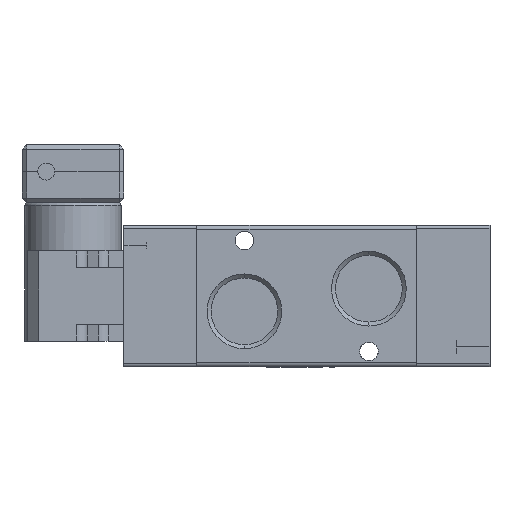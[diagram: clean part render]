
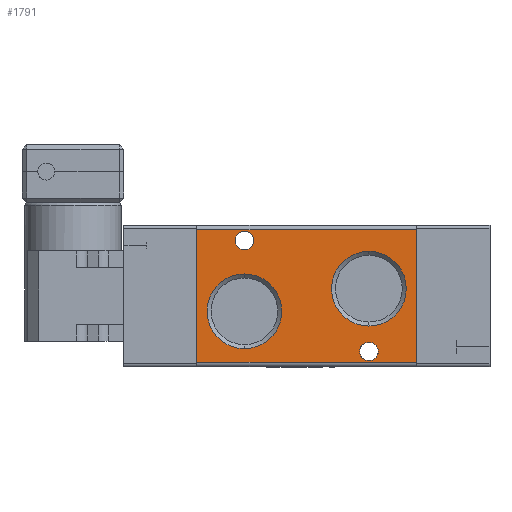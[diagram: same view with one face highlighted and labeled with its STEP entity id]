
A CAD part, front view. The second image highlights one B-rep face of the part: STEP entity #1791.
In plain terms, the highlighted planar face has unit normal (0, -1, 0).
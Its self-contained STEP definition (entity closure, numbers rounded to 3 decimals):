
#92 = VERTEX_POINT ( 'NONE', #3558 ) ;
#153 = AXIS2_PLACEMENT_3D ( 'NONE', #11850, #10025, #9549 ) ;
#184 = AXIS2_PLACEMENT_3D ( 'NONE', #3081, #9189, #11281 ) ;
#527 = FACE_BOUND ( 'NONE', #10236, .T. ) ;
#614 = EDGE_CURVE ( 'NONE', #10054, #9237, #4761, .T. ) ;
#723 = EDGE_CURVE ( 'NONE', #9237, #10054, #11018, .T. ) ;
#869 = DIRECTION ( 'NONE',  ( 0., -1., 0. ) ) ;
#1000 = CARTESIAN_POINT ( 'NONE',  ( 11., 0., 13.8 ) ) ;
#1207 = EDGE_LOOP ( 'NONE', ( #9230, #11008 ) ) ;
#1268 = DIRECTION ( 'NONE',  ( 0., -1., 0. ) ) ;
#1288 = ORIENTED_EDGE ( 'NONE', *, *, #5687, .T. ) ;
#1353 = CARTESIAN_POINT ( 'NONE',  ( -11., 0., 20.65 ) ) ;
#1682 = VERTEX_POINT ( 'NONE', #2728 ) ;
#1789 = CARTESIAN_POINT ( 'NONE',  ( -19.4, 0., 25. ) ) ;
#1791 = ADVANCED_FACE ( 'NONE', ( #527, #4724, #10994, #10007, #13266 ), #8008, .F. ) ;
#1859 = VERTEX_POINT ( 'NONE', #2990 ) ;
#2051 = EDGE_LOOP ( 'NONE', ( #7866, #4314 ) ) ;
#2339 = CARTESIAN_POINT ( 'NONE',  ( 11., 0., 7.196 ) ) ;
#2577 = EDGE_CURVE ( 'NONE', #1859, #10915, #7086, .T. ) ;
#2686 = DIRECTION ( 'NONE',  ( -1., 0., 0. ) ) ;
#2722 = AXIS2_PLACEMENT_3D ( 'NONE', #9543, #10576, #6398 ) ;
#2728 = CARTESIAN_POINT ( 'NONE',  ( 11., 0., 1.05 ) ) ;
#2766 = DIRECTION ( 'NONE',  ( 0., 1., 0. ) ) ;
#2859 = AXIS2_PLACEMENT_3D ( 'NONE', #1789, #2766, #4930 ) ;
#2920 = ORIENTED_EDGE ( 'NONE', *, *, #9921, .F. ) ;
#2967 = ORIENTED_EDGE ( 'NONE', *, *, #2577, .F. ) ;
#2990 = CARTESIAN_POINT ( 'NONE',  ( 19.4, 0., 24.2 ) ) ;
#3072 = DIRECTION ( 'NONE',  ( 0., 0., -1. ) ) ;
#3081 = CARTESIAN_POINT ( 'NONE',  ( -11., 0., 22.3 ) ) ;
#3211 = CARTESIAN_POINT ( 'NONE',  ( -19.4, 0., 0.8 ) ) ;
#3558 = CARTESIAN_POINT ( 'NONE',  ( -11., 0., 3.196 ) ) ;
#4314 = ORIENTED_EDGE ( 'NONE', *, *, #723, .T. ) ;
#4666 = VERTEX_POINT ( 'NONE', #2339 ) ;
#4671 = LINE ( 'NONE', #7757, #9947 ) ;
#4683 = CIRCLE ( 'NONE', #7014, 6.604 ) ;
#4724 = FACE_BOUND ( 'NONE', #8414, .T. ) ;
#4732 = DIRECTION ( 'NONE',  ( 0., 0., 1. ) ) ;
#4738 = EDGE_CURVE ( 'NONE', #1682, #11154, #12623, .T. ) ;
#4761 = CIRCLE ( 'NONE', #5087, 1.65 ) ;
#4930 = DIRECTION ( 'NONE',  ( -1., 0., 0. ) ) ;
#5017 = DIRECTION ( 'NONE',  ( 0., 1., 0. ) ) ;
#5087 = AXIS2_PLACEMENT_3D ( 'NONE', #11189, #5017, #10174 ) ;
#5210 = CARTESIAN_POINT ( 'NONE',  ( 11., 0., 2.7 ) ) ;
#5218 = CARTESIAN_POINT ( 'NONE',  ( -11., 0., 23.95 ) ) ;
#5264 = ORIENTED_EDGE ( 'NONE', *, *, #12710, .F. ) ;
#5298 = DIRECTION ( 'NONE',  ( 0., 1., 0. ) ) ;
#5319 = VERTEX_POINT ( 'NONE', #9392 ) ;
#5513 = DIRECTION ( 'NONE',  ( 0., 1., 0. ) ) ;
#5619 = CARTESIAN_POINT ( 'NONE',  ( 19.4, 0., 0.8 ) ) ;
#5687 = EDGE_CURVE ( 'NONE', #10916, #10915, #12258, .T. ) ;
#6088 = CARTESIAN_POINT ( 'NONE',  ( 11., 0., 4.35 ) ) ;
#6307 = ORIENTED_EDGE ( 'NONE', *, *, #12062, .T. ) ;
#6398 = DIRECTION ( 'NONE',  ( 0., 0., -1. ) ) ;
#6805 = EDGE_CURVE ( 'NONE', #5319, #4666, #4683, .T. ) ;
#7014 = AXIS2_PLACEMENT_3D ( 'NONE', #1000, #869, #7076 ) ;
#7076 = DIRECTION ( 'NONE',  ( 0., 0., -1. ) ) ;
#7085 = DIRECTION ( 'NONE',  ( 0., 0., -1. ) ) ;
#7086 = LINE ( 'NONE', #12974, #8551 ) ;
#7194 = EDGE_CURVE ( 'NONE', #1859, #11350, #4671, .T. ) ;
#7204 = ORIENTED_EDGE ( 'NONE', *, *, #12046, .F. ) ;
#7288 = CARTESIAN_POINT ( 'NONE',  ( -19.4, 0., 24.2 ) ) ;
#7531 = CIRCLE ( 'NONE', #9981, 1.65 ) ;
#7564 = CARTESIAN_POINT ( 'NONE',  ( 11., 0., 2.7 ) ) ;
#7757 = CARTESIAN_POINT ( 'NONE',  ( -19.4, 0., 24.2 ) ) ;
#7786 = AXIS2_PLACEMENT_3D ( 'NONE', #10806, #1268, #12911 ) ;
#7794 = CIRCLE ( 'NONE', #2722, 6.604 ) ;
#7866 = ORIENTED_EDGE ( 'NONE', *, *, #614, .T. ) ;
#8008 = PLANE ( 'NONE',  #2859 ) ;
#8026 = VERTEX_POINT ( 'NONE', #9021 ) ;
#8055 = VECTOR ( 'NONE', #3072, 1000. ) ;
#8210 = LINE ( 'NONE', #8357, #8055 ) ;
#8357 = CARTESIAN_POINT ( 'NONE',  ( -19.4, 0., 25. ) ) ;
#8370 = EDGE_LOOP ( 'NONE', ( #6307, #1288, #2967, #12392 ) ) ;
#8383 = CIRCLE ( 'NONE', #153, 6.604 ) ;
#8414 = EDGE_LOOP ( 'NONE', ( #5264, #10601 ) ) ;
#8551 = VECTOR ( 'NONE', #7085, 1000. ) ;
#8954 = DIRECTION ( 'NONE',  ( 1., 0., 0. ) ) ;
#9021 = CARTESIAN_POINT ( 'NONE',  ( -11., 0., 16.404 ) ) ;
#9189 = DIRECTION ( 'NONE',  ( 0., 1., 0. ) ) ;
#9230 = ORIENTED_EDGE ( 'NONE', *, *, #12895, .T. ) ;
#9237 = VERTEX_POINT ( 'NONE', #1353 ) ;
#9392 = CARTESIAN_POINT ( 'NONE',  ( 11., 0., 20.404 ) ) ;
#9543 = CARTESIAN_POINT ( 'NONE',  ( -11., 0., 9.8 ) ) ;
#9549 = DIRECTION ( 'NONE',  ( 0., 0., -1. ) ) ;
#9921 = EDGE_CURVE ( 'NONE', #92, #8026, #7794, .T. ) ;
#9947 = VECTOR ( 'NONE', #2686, 1000. ) ;
#9978 = VECTOR ( 'NONE', #8954, 1000. ) ;
#9981 = AXIS2_PLACEMENT_3D ( 'NONE', #5210, #5298, #10462 ) ;
#10007 = FACE_BOUND ( 'NONE', #1207, .T. ) ;
#10025 = DIRECTION ( 'NONE',  ( 0., -1., 0. ) ) ;
#10054 = VERTEX_POINT ( 'NONE', #5218 ) ;
#10174 = DIRECTION ( 'NONE',  ( 0., 0., 1. ) ) ;
#10236 = EDGE_LOOP ( 'NONE', ( #2920, #7204 ) ) ;
#10462 = DIRECTION ( 'NONE',  ( 0., 0., 1. ) ) ;
#10576 = DIRECTION ( 'NONE',  ( 0., -1., 0. ) ) ;
#10601 = ORIENTED_EDGE ( 'NONE', *, *, #6805, .F. ) ;
#10806 = CARTESIAN_POINT ( 'NONE',  ( 11., 0., 13.8 ) ) ;
#10915 = VERTEX_POINT ( 'NONE', #5619 ) ;
#10916 = VERTEX_POINT ( 'NONE', #11799 ) ;
#10994 = FACE_BOUND ( 'NONE', #2051, .T. ) ;
#11008 = ORIENTED_EDGE ( 'NONE', *, *, #4738, .T. ) ;
#11018 = CIRCLE ( 'NONE', #184, 1.65 ) ;
#11154 = VERTEX_POINT ( 'NONE', #6088 ) ;
#11189 = CARTESIAN_POINT ( 'NONE',  ( -11., 0., 22.3 ) ) ;
#11281 = DIRECTION ( 'NONE',  ( 0., 0., 1. ) ) ;
#11350 = VERTEX_POINT ( 'NONE', #7288 ) ;
#11799 = CARTESIAN_POINT ( 'NONE',  ( -19.4, 0., 0.8 ) ) ;
#11850 = CARTESIAN_POINT ( 'NONE',  ( -11., 0., 9.8 ) ) ;
#12046 = EDGE_CURVE ( 'NONE', #8026, #92, #8383, .T. ) ;
#12062 = EDGE_CURVE ( 'NONE', #11350, #10916, #8210, .T. ) ;
#12258 = LINE ( 'NONE', #3211, #9978 ) ;
#12392 = ORIENTED_EDGE ( 'NONE', *, *, #7194, .T. ) ;
#12623 = CIRCLE ( 'NONE', #13224, 1.65 ) ;
#12710 = EDGE_CURVE ( 'NONE', #4666, #5319, #13196, .T. ) ;
#12895 = EDGE_CURVE ( 'NONE', #11154, #1682, #7531, .T. ) ;
#12911 = DIRECTION ( 'NONE',  ( 0., 0., -1. ) ) ;
#12974 = CARTESIAN_POINT ( 'NONE',  ( 19.4, 0., 25. ) ) ;
#13196 = CIRCLE ( 'NONE', #7786, 6.604 ) ;
#13224 = AXIS2_PLACEMENT_3D ( 'NONE', #7564, #5513, #4732 ) ;
#13266 = FACE_OUTER_BOUND ( 'NONE', #8370, .T. ) ;
